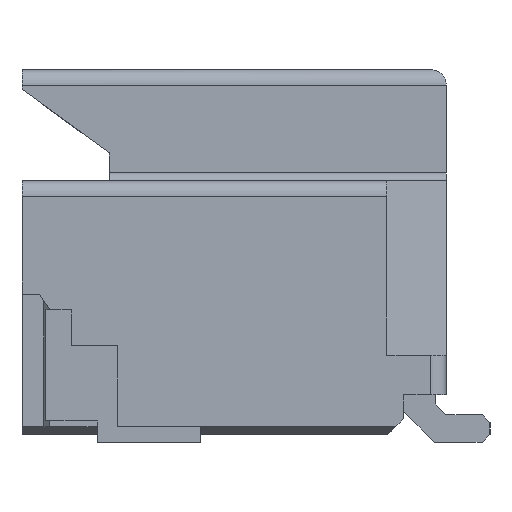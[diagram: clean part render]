
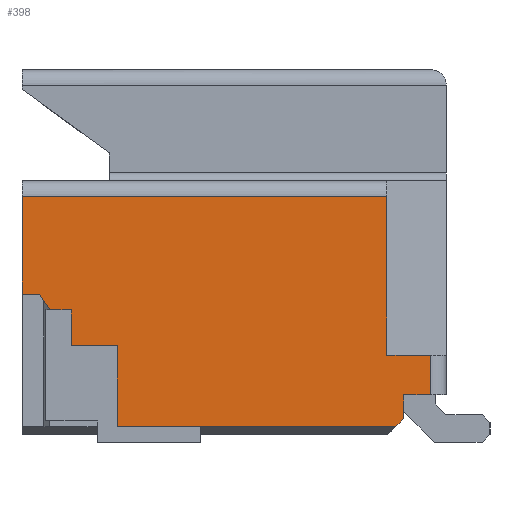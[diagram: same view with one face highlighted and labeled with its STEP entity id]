
A CAD part, left-side view. The second image highlights one B-rep face of the part: STEP entity #398.
In plain terms, the highlighted planar face has unit normal (-1, 0, 0).
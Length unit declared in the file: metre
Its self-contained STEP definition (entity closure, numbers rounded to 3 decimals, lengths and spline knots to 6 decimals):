
#398 = ADVANCED_FACE( '', ( #1118 ), #1119, .T. );
#1118 = FACE_OUTER_BOUND( '', #1863, .T. );
#1119 = PLANE( '', #1864 );
#1863 = EDGE_LOOP( '', ( #4907, #4908, #4909, #4910, #4911, #4912, #4913, #4914, #4915, #4916, #4917, #4918, #4919, #4920, #4921 ) );
#1864 = AXIS2_PLACEMENT_3D( '', #4922, #4923, #4924 );
#4907 = ORIENTED_EDGE( '', *, *, #5941, .F. );
#4908 = ORIENTED_EDGE( '', *, *, #5287, .F. );
#4909 = ORIENTED_EDGE( '', *, *, #5942, .F. );
#4910 = ORIENTED_EDGE( '', *, *, #5774, .T. );
#4911 = ORIENTED_EDGE( '', *, *, #5202, .T. );
#4912 = ORIENTED_EDGE( '', *, *, #5578, .F. );
#4913 = ORIENTED_EDGE( '', *, *, #5795, .F. );
#4914 = ORIENTED_EDGE( '', *, *, #5890, .F. );
#4915 = ORIENTED_EDGE( '', *, *, #5643, .F. );
#4916 = ORIENTED_EDGE( '', *, *, #5737, .T. );
#4917 = ORIENTED_EDGE( '', *, *, #5627, .T. );
#4918 = ORIENTED_EDGE( '', *, *, #5921, .T. );
#4919 = ORIENTED_EDGE( '', *, *, #5670, .T. );
#4920 = ORIENTED_EDGE( '', *, *, #5574, .F. );
#4921 = ORIENTED_EDGE( '', *, *, #5512, .T. );
#4922 = CARTESIAN_POINT( '', ( -0.006, -0.002675, -0.0016 ) );
#4923 = DIRECTION( '', ( -1., 0., 0. ) );
#4924 = DIRECTION( '', ( 0., 0., 1. ) );
#5202 = EDGE_CURVE( '', #6447, #6445, #6448, .T. );
#5287 = EDGE_CURVE( '', #6599, #6601, #6602, .T. );
#5512 = EDGE_CURVE( '', #6989, #6987, #6990, .T. );
#5574 = EDGE_CURVE( '', #6989, #7088, #7089, .T. );
#5578 = EDGE_CURVE( '', #7093, #6445, #7095, .T. );
#5627 = EDGE_CURVE( '', #7175, #7173, #7176, .T. );
#5643 = EDGE_CURVE( '', #7198, #7200, #7201, .T. );
#5670 = EDGE_CURVE( '', #7245, #7088, #7246, .T. );
#5737 = EDGE_CURVE( '', #7198, #7175, #7349, .T. );
#5774 = EDGE_CURVE( '', #7403, #6447, #7404, .T. );
#5795 = EDGE_CURVE( '', #7430, #7093, #7432, .T. );
#5890 = EDGE_CURVE( '', #7200, #7430, #7555, .T. );
#5921 = EDGE_CURVE( '', #7173, #7245, #7590, .T. );
#5941 = EDGE_CURVE( '', #6601, #6987, #7612, .T. );
#5942 = EDGE_CURVE( '', #7403, #6599, #7613, .T. );
#6445 = VERTEX_POINT( '', #8350 );
#6447 = VERTEX_POINT( '', #8353 );
#6448 = LINE( '', #8354, #8355 );
#6599 = VERTEX_POINT( '', #8579 );
#6601 = VERTEX_POINT( '', #8581 );
#6602 = LINE( '', #8582, #8583 );
#6987 = VERTEX_POINT( '', #9164 );
#6989 = VERTEX_POINT( '', #9167 );
#6990 = LINE( '', #9168, #9169 );
#7088 = VERTEX_POINT( '', #9314 );
#7089 = LINE( '', #9315, #9316 );
#7093 = VERTEX_POINT( '', #9321 );
#7095 = LINE( '', #9324, #9325 );
#7173 = VERTEX_POINT( '', #9448 );
#7175 = VERTEX_POINT( '', #9451 );
#7176 = LINE( '', #9452, #9453 );
#7198 = VERTEX_POINT( '', #9490 );
#7200 = VERTEX_POINT( '', #9493 );
#7201 = LINE( '', #9494, #9495 );
#7245 = VERTEX_POINT( '', #9564 );
#7246 = LINE( '', #9565, #9566 );
#7349 = LINE( '', #9739, #9740 );
#7403 = VERTEX_POINT( '', #9824 );
#7404 = LINE( '', #9825, #9826 );
#7430 = VERTEX_POINT( '', #9876 );
#7432 = LINE( '', #9879, #9880 );
#7555 = LINE( '', #10102, #10103 );
#7590 = LINE( '', #10166, #10167 );
#7612 = LINE( '', #10206, #10207 );
#7613 = LINE( '', #10208, #10209 );
#8350 = CARTESIAN_POINT( '', ( -0.006, 0.002325, -0.00003 ) );
#8353 = CARTESIAN_POINT( '', ( -0.006, 0.002455, 0.00017 ) );
#8354 = CARTESIAN_POINT( '', ( -0.006, 0.002455, 0.00017 ) );
#8355 = VECTOR( '', #10544, 1. );
#8579 = CARTESIAN_POINT( '', ( -0.006, 0.002675, 0.0014 ) );
#8581 = CARTESIAN_POINT( '', ( -0.006, -0.001925, 0.0014 ) );
#8582 = CARTESIAN_POINT( '', ( -0.006, 0.002675, 0.0014 ) );
#8583 = VECTOR( '', #10651, 1. );
#9164 = CARTESIAN_POINT( '', ( -0.006, -0.001925, -0.0006 ) );
#9167 = CARTESIAN_POINT( '', ( -0.006, -0.002475, -0.0006 ) );
#9168 = CARTESIAN_POINT( '', ( -0.006, -0.002475, -0.0006 ) );
#9169 = VECTOR( '', #10930, 1. );
#9314 = CARTESIAN_POINT( '', ( -0.006, -0.002475, -0.0011 ) );
#9315 = CARTESIAN_POINT( '', ( -0.006, -0.002475, -0.0006 ) );
#9316 = VECTOR( '', #11020, 1. );
#9321 = CARTESIAN_POINT( '', ( -0.006, 0.002055, -0.00003 ) );
#9324 = CARTESIAN_POINT( '', ( -0.006, 0.002055, -0.00003 ) );
#9325 = VECTOR( '', #11026, 1. );
#9448 = CARTESIAN_POINT( '', ( -0.006, -0.002135, -0.0014 ) );
#9451 = CARTESIAN_POINT( '', ( -0.006, -0.002035, -0.0015 ) );
#9452 = CARTESIAN_POINT( '', ( -0.006, -0.002035, -0.0015 ) );
#9453 = VECTOR( '', #11079, 1. );
#9490 = CARTESIAN_POINT( '', ( -0.006, 0.001475, -0.0015 ) );
#9493 = CARTESIAN_POINT( '', ( -0.006, 0.001475, -0.00048 ) );
#9494 = CARTESIAN_POINT( '', ( -0.006, 0.001475, -0.0015 ) );
#9495 = VECTOR( '', #11096, 1. );
#9564 = CARTESIAN_POINT( '', ( -0.006, -0.002135, -0.0011 ) );
#9565 = CARTESIAN_POINT( '', ( -0.006, -0.002135, -0.0011 ) );
#9566 = VECTOR( '', #11125, 1. );
#9739 = CARTESIAN_POINT( '', ( -0.006, 0.001475, -0.0015 ) );
#9740 = VECTOR( '', #11201, 1. );
#9824 = CARTESIAN_POINT( '', ( -0.006, 0.002675, 0.00017 ) );
#9825 = CARTESIAN_POINT( '', ( -0.006, 0.002675, 0.00017 ) );
#9826 = VECTOR( '', #11250, 1. );
#9876 = CARTESIAN_POINT( '', ( -0.006, 0.002055, -0.00048 ) );
#9879 = CARTESIAN_POINT( '', ( -0.006, 0.002055, -0.00048 ) );
#9880 = VECTOR( '', #11274, 1. );
#10102 = CARTESIAN_POINT( '', ( -0.006, 0.001475, -0.00048 ) );
#10103 = VECTOR( '', #11383, 1. );
#10166 = CARTESIAN_POINT( '', ( -0.006, -0.002135, -0.0014 ) );
#10167 = VECTOR( '', #11418, 1. );
#10206 = CARTESIAN_POINT( '', ( -0.006, -0.001925, 0.0014 ) );
#10207 = VECTOR( '', #11442, 1. );
#10208 = CARTESIAN_POINT( '', ( -0.006, 0.002675, 0.00017 ) );
#10209 = VECTOR( '', #11443, 1. );
#10544 = DIRECTION( '', ( 0., -0.545, -0.838 ) );
#10651 = DIRECTION( '', ( 0., -1., 0. ) );
#10930 = DIRECTION( '', ( 0., 1., 0. ) );
#11020 = DIRECTION( '', ( 0., 0., -1. ) );
#11026 = DIRECTION( '', ( 0., 1., 0. ) );
#11079 = DIRECTION( '', ( 0., -0.707, 0.707 ) );
#11096 = DIRECTION( '', ( 0., 0., 1. ) );
#11125 = DIRECTION( '', ( 0., -1., 0. ) );
#11201 = DIRECTION( '', ( 0., -1., 0. ) );
#11250 = DIRECTION( '', ( 0., -1., 0. ) );
#11274 = DIRECTION( '', ( 0., 0., 1. ) );
#11383 = DIRECTION( '', ( 0., 1., 0. ) );
#11418 = DIRECTION( '', ( 0., 0., 1. ) );
#11442 = DIRECTION( '', ( 0., 0., -1. ) );
#11443 = DIRECTION( '', ( 0., 0., 1. ) );
